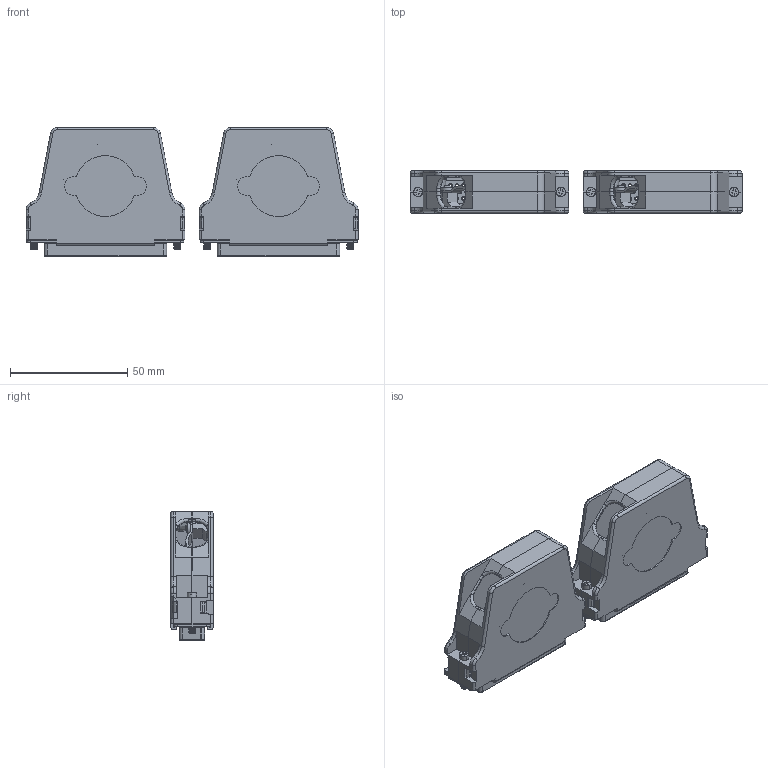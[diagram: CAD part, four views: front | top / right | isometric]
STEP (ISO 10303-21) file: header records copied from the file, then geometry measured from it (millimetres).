
FILE_DESCRIPTION (( 'STEP AP214' ), '1' );
FILE_NAME ('40-970-050-1M-FF.STEP', '2026-03-17T05:46:53', ( '' ), ( '' ), 'SwSTEP 2.0', 'SolidWorks 2025', '' );
FILE_SCHEMA (( 'AUTOMOTIVE_DESIGN' ));
Length unit declared in the file: millimetre
Products named in the file (11): 40-970-050-1M-FF; P-CON-0047; C-CN-489 D TYPE 50 WAY SKT SILVER_RS 446-478; P-CBK-0019 Clamp; P-CBK-0019-A_default; P-CBK-0019-B_default; P-CBK-0019 Screwlock; P-CBK-0019 screwlock holder-A; P-CBK-0019 Screw_default; P-CBK-0019 screwlock holder-B; K-CBK-0019
Assembly tree (15 placements, depth 4):
  40-970-050-1M-FF
    K-CBK-0019  x2
      P-CBK-0019-A_default
      P-CBK-0019-B_default
      P-CBK-0019 Clamp
      P-CBK-0019 Screwlock
      P-CBK-0019 Screw_default
      P-CBK-0019 screwlock holder-A
      P-CBK-0019 screwlock holder-B
      P-CON-0047
        C-CN-489 D TYPE 50 WAY SKT SILVER_RS 446-478
Bounding box: 141.88 x 18.2 x 55.09 mm (x, y, z)
Volume: 39183.6 mm3; surface area: 60780.1 mm2
Topology: 124 solids, 124 shells, 3136 faces, 7824 edges, 4876 vertices
Faces by surface type: cylinder 1380, plane 1216, cone 318, torus 128, bspline 78, sphere 16
Entity records: 47487 total; most frequent: CARTESIAN_POINT 13392, ORIENTED_EDGE 6920, DIRECTION 6857, EDGE_CURVE 3460, AXIS2_PLACEMENT_3D 2465, VERTEX_POINT 2162, VECTOR 1927, LINE 1927
